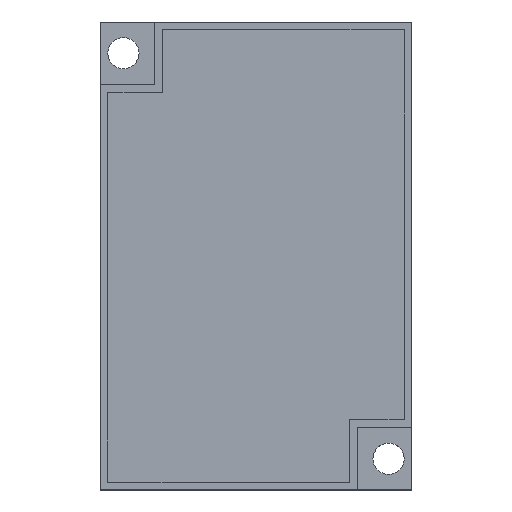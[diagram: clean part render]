
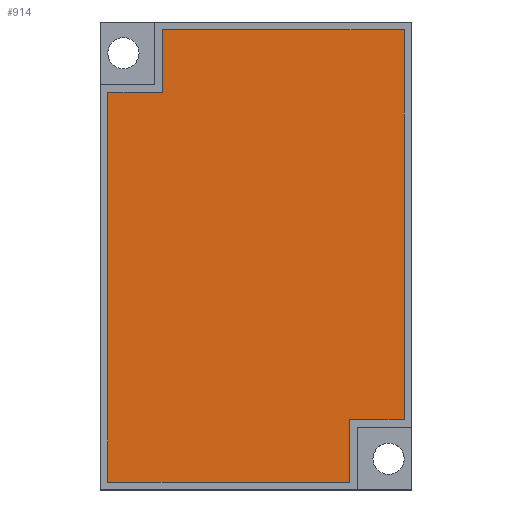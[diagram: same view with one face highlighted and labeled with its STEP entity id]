
A CAD part, top view. The second image highlights one B-rep face of the part: STEP entity #914.
In plain terms, the highlighted planar face has unit normal (0, 0, 1).
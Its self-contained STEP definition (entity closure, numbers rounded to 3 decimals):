
#273=DIRECTION('',(0.,-1.,0.));
#274=VECTOR('',#273,50.);
#275=CARTESIAN_POINT('',(-19.,21.,5.7));
#276=LINE('',#275,#274);
#277=DIRECTION('',(-1.,0.,0.));
#278=VECTOR('',#277,7.);
#279=CARTESIAN_POINT('',(-12.,21.,5.7));
#280=LINE('',#279,#278);
#281=DIRECTION('',(0.,-1.,0.));
#282=VECTOR('',#281,8.);
#283=CARTESIAN_POINT('',(-12.,29.,5.7));
#284=LINE('',#283,#282);
#285=DIRECTION('',(-1.,0.,0.));
#286=VECTOR('',#285,31.);
#287=CARTESIAN_POINT('',(19.,29.,5.7));
#288=LINE('',#287,#286);
#289=DIRECTION('',(0.,1.,0.));
#290=VECTOR('',#289,50.);
#291=CARTESIAN_POINT('',(19.,-21.,5.7));
#292=LINE('',#291,#290);
#293=DIRECTION('',(1.,0.,0.));
#294=VECTOR('',#293,7.);
#295=CARTESIAN_POINT('',(12.,-21.,5.7));
#296=LINE('',#295,#294);
#297=DIRECTION('',(0.,1.,0.));
#298=VECTOR('',#297,8.);
#299=CARTESIAN_POINT('',(12.,-29.,5.7));
#300=LINE('',#299,#298);
#301=DIRECTION('',(1.,0.,0.));
#302=VECTOR('',#301,31.);
#303=CARTESIAN_POINT('',(-19.,-29.,5.7));
#304=LINE('',#303,#302);
#425=CARTESIAN_POINT('',(-19.,21.,5.7));
#426=CARTESIAN_POINT('',(-19.,-29.,5.7));
#427=VERTEX_POINT('',#425);
#428=VERTEX_POINT('',#426);
#429=CARTESIAN_POINT('',(12.,-29.,5.7));
#430=VERTEX_POINT('',#429);
#431=CARTESIAN_POINT('',(12.,-21.,5.7));
#432=VERTEX_POINT('',#431);
#433=CARTESIAN_POINT('',(19.,-21.,5.7));
#434=VERTEX_POINT('',#433);
#435=CARTESIAN_POINT('',(19.,29.,5.7));
#436=VERTEX_POINT('',#435);
#437=CARTESIAN_POINT('',(-12.,29.,5.7));
#438=VERTEX_POINT('',#437);
#439=CARTESIAN_POINT('',(-12.,21.,5.7));
#440=VERTEX_POINT('',#439);
#899=CARTESIAN_POINT('',(0.,0.,5.7));
#900=DIRECTION('',(0.,0.,1.));
#901=DIRECTION('',(1.,0.,0.));
#902=AXIS2_PLACEMENT_3D('',#899,#900,#901);
#903=PLANE('',#902);
#904=ORIENTED_EDGE('',*,*,#795,.F.);
#905=ORIENTED_EDGE('',*,*,#810,.F.);
#906=ORIENTED_EDGE('',*,*,#824,.F.);
#907=ORIENTED_EDGE('',*,*,#838,.F.);
#908=ORIENTED_EDGE('',*,*,#852,.F.);
#909=ORIENTED_EDGE('',*,*,#866,.F.);
#910=ORIENTED_EDGE('',*,*,#880,.F.);
#911=ORIENTED_EDGE('',*,*,#893,.F.);
#912=EDGE_LOOP('',(#904,#905,#906,#907,#908,#909,#910,#911));
#913=FACE_OUTER_BOUND('',#912,.F.);
#914=ADVANCED_FACE('',(#913),#903,.T.);
#795=EDGE_CURVE('',#427,#428,#276,.T.);
#810=EDGE_CURVE('',#440,#427,#280,.T.);
#824=EDGE_CURVE('',#438,#440,#284,.T.);
#838=EDGE_CURVE('',#436,#438,#288,.T.);
#852=EDGE_CURVE('',#434,#436,#292,.T.);
#866=EDGE_CURVE('',#432,#434,#296,.T.);
#880=EDGE_CURVE('',#430,#432,#300,.T.);
#893=EDGE_CURVE('',#428,#430,#304,.T.);
